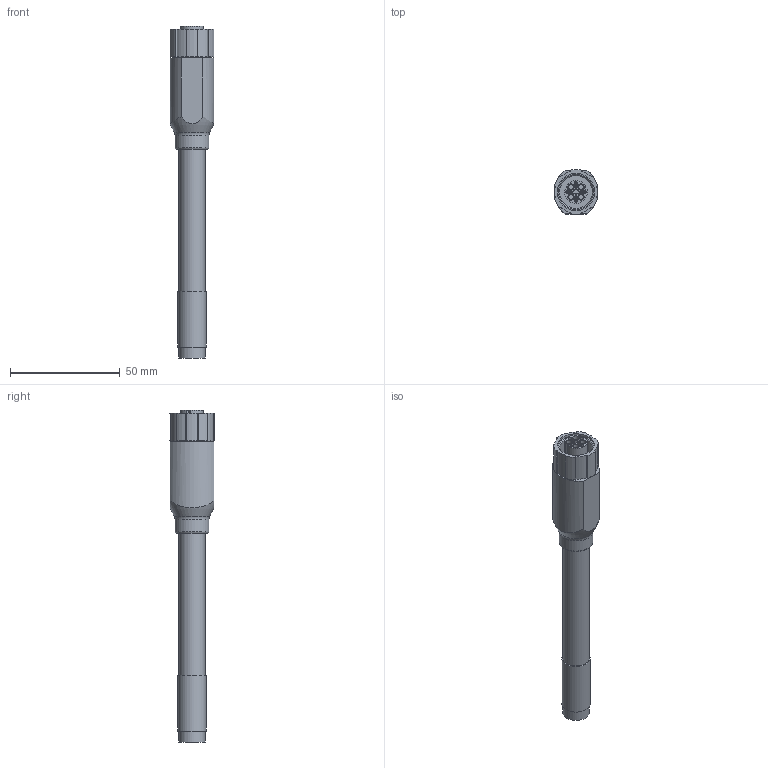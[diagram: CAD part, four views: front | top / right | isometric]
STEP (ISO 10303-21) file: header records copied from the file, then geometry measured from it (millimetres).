
FILE_DESCRIPTION(/* description */ ('STEP AP214'),/* implementation_level */ '2;1');
FILE_NAME(/* name */ '8004660_NEBM-M16G8-E-2_5-Q9-LE8',/* time_stamp */ '2024-09-12T18:41:00+02:00',/* author */ ('License CC BY-ND 4.0'),/* organization */ ('CADENAS'),/* preprocessor_version */ 'ST-DEVELOPER v19.3',/* originating_system */ 'PARTsolutions',/* authorisation */ ' ');
FILE_SCHEMA (('AUTOMOTIVE_DESIGN {1 0 10303 214 3 1 1}'));
Length unit declared in the file: millimetre
Products named in the file (1): 8004660 NEBM-M16G8-E-2.5-Q9-LE8
Bounding box: 19.95 x 20.43 x 151.55 mm (x, y, z)
Volume: 26813.8 mm3; surface area: 9363.3 mm2
Topology: 1 solids, 1 shells, 112 faces, 263 edges, 174 vertices
Faces by surface type: plane 57, cylinder 51, torus 3, cone 1
Full cylindrical faces by diameter (mm): 0.95 x4, 1.8 x4, 2.2 x4, 2.87 x4, 12 x2, 12.9 x1, 14.917 x1, 15.5 x1, 16 x1, 17 x1
Entity records: 3906 total; most frequent: DIRECTION 568, CARTESIAN_POINT 547, ORIENTED_EDGE 462, EDGE_CURVE 231, AXIS2_PLACEMENT_3D 228, VERTEX_POINT 169, EDGE_LOOP 160, FACE_BOUND 160
